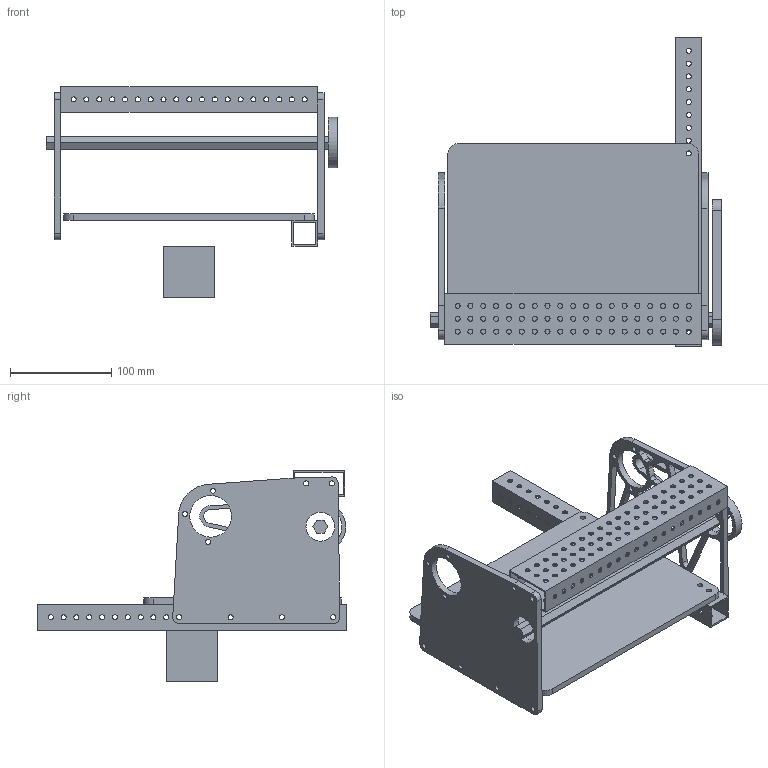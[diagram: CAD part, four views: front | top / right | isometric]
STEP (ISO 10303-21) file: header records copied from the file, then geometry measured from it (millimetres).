
FILE_DESCRIPTION(/* description */ ('STEP AP242 Edition 2','CAx-IF Rec.Pracs.---Representation and Presentation of Product Manufacturing Information (PMI)---4.0---2014-10-13','CAx-IF Rec.Pracs.---3D Tessellated Geometry---0.4---2014-09-14','2;1','CAx-IF Rec.Pracs.---User Defined Attributes---1.5---2016-08-15'),/* implementation_level */ '2;1');
FILE_NAME(/* name */ '6930ff3ae0d9edfed235da24',/* time_stamp */ '2025-12-04T03:25:46Z',/* author */ (''),/* organization */ (''),/* preprocessor_version */ 'ST-DEVELOPER v20',/* originating_system */ 'ONSHAPE BY PTC INC, 1.207',/* authorisation */ ' ');
FILE_SCHEMA (('AP242_MANAGED_MODEL_BASED_3D_ENGINEERING_MIM_LF { 1 0 10303 442 3 1 4 }'));
Length unit declared in the file: metre
Products named in the file (8): Tube 2"x1"x10"; Side Plate; zSidePlate; 65T 5M 9mm Wide Belt; Tube 1"x1"x12"; Origin Cube; Part 6; 1/2" Hex (10.844 in)
Bounding box: 288.13 x 304.8 x 208.6 mm (x, y, z)
Volume: 755896.2 mm3; surface area: 344272.9 mm2
Topology: 8 solids, 8 shells, 442 faces, 1278 edges, 852 vertices
Faces by surface type: cylinder 351, plane 91
Full cylindrical faces by diameter (mm): 4.978 x266, 28.575 x2, 41.275 x2
Entity records: 14917 total; most frequent: DIRECTION 2610, CARTESIAN_POINT 2310, ORIENTED_EDGE 2016, EDGE_LOOP 1280, FACE_BOUND 1280, AXIS2_PLACEMENT_3D 1152, EDGE_CURVE 1008, VERTEX_POINT 852
